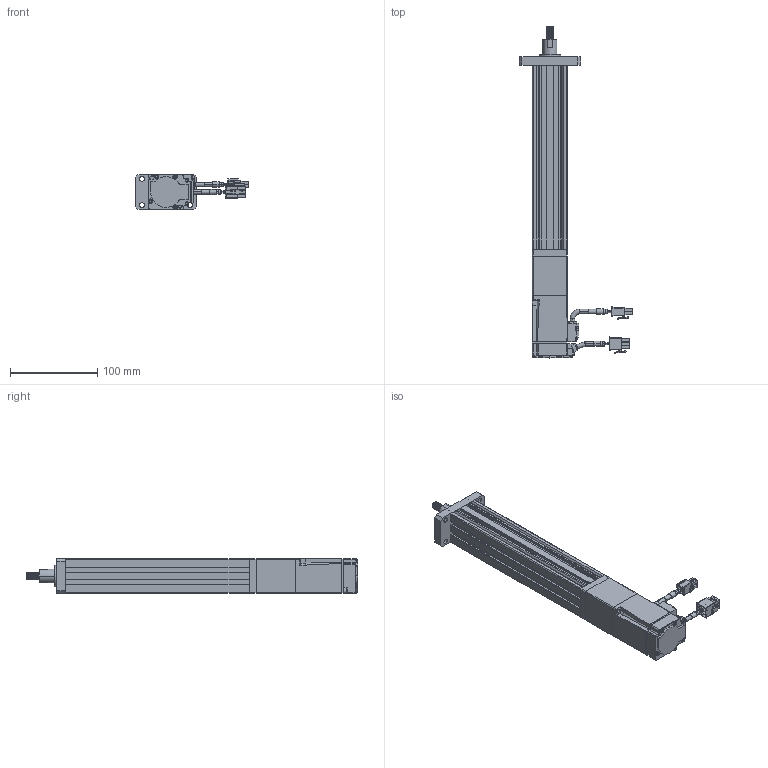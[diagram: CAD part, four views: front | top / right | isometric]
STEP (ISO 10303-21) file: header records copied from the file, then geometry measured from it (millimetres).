
FILE_DESCRIPTION (( 'STEP AP203' ), '1' );
FILE_NAME ('231218-HF-40缸直联150行程装配体.STEP', '2023-12-18T07:16:45', ( '微软用户' ), ( '微软中国' ), 'SwSTEP 2.0', 'SolidWorks 2016', '' );
FILE_SCHEMA (( 'CONFIG_CONTROL_DESIGN' ));
Length unit declared in the file: millimetre
Products named in the file (10): 40缸行程150直连前法兰安装; _Motor Connector_2; _Cable Brake Bottom 02; _MHMF Connector 9 Pin_A6; _Cable Brake Top 02; _Cable Motor Bottom 02; 231218-HF-40缸直联150行程装配体; _Cable Motor Top 02; MHMF012L1U2 2; _MHMF012L1U2
Assembly tree (9 placements, depth 3):
  231218-HF-40缸直联150行程装配体
    40缸行程150直连前法兰安装
    MHMF012L1U2 2
      _MHMF012L1U2
      _Cable Motor Bottom 02
      _Cable Motor Top 02
      _Motor Connector_2
      _Cable Brake Bottom 02
      _Cable Brake Top 02
      _MHMF Connector 9 Pin_A6
Bounding box: 129.5 x 379.5 x 40.01 mm (x, y, z)
Volume: 374914.7 mm3; surface area: 131858.4 mm2
Topology: 8 solids, 9 shells, 1031 faces, 2641 edges, 1721 vertices
Faces by surface type: plane 591, cylinder 345, cone 50, bspline 45
Entity records: 36625 total; most frequent: CARTESIAN_POINT 10416, ORIENTED_EDGE 5278, DIRECTION 5153, EDGE_CURVE 2639, LINE 1759, VECTOR 1759, VERTEX_POINT 1721, AXIS2_PLACEMENT_3D 1697
